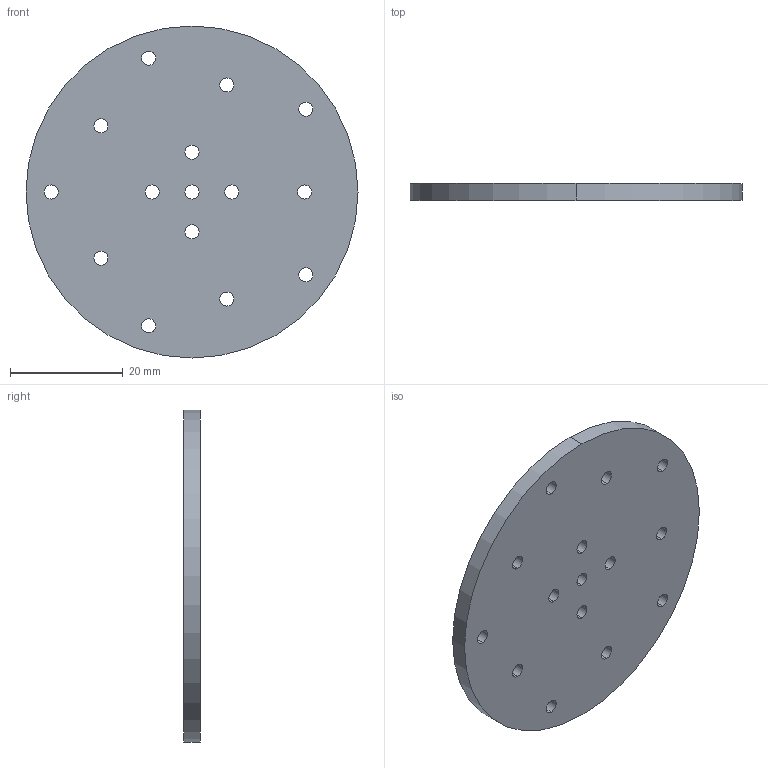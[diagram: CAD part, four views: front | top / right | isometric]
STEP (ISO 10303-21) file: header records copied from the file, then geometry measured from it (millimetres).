
FILE_DESCRIPTION (( 'STEP AP214' ), '1' );
FILE_NAME ('堁怢苤攫奻.step', '2025-04-15T06:14:48', ( '' ), ( '' ), 'SwSTEP 2.0', 'SolidWorks 2024', '' );
FILE_SCHEMA (( 'AUTOMOTIVE_DESIGN' ));
Length unit declared in the file: millimetre
Products named in the file (1): 云台小盘上
Bounding box: 59 x 3 x 59 mm (x, y, z)
Volume: 7886.8 mm3; surface area: 6277.3 mm2
Topology: 1 solids, 1 shells, 49 faces, 126 edges, 84 vertices
Faces by surface type: cylinder 42, plane 7
Entity records: 1627 total; most frequent: DIRECTION 310, CARTESIAN_POINT 260, ORIENTED_EDGE 252, AXIS2_PLACEMENT_3D 134, EDGE_CURVE 126, VERTEX_POINT 84, CIRCLE 84, EDGE_LOOP 84
